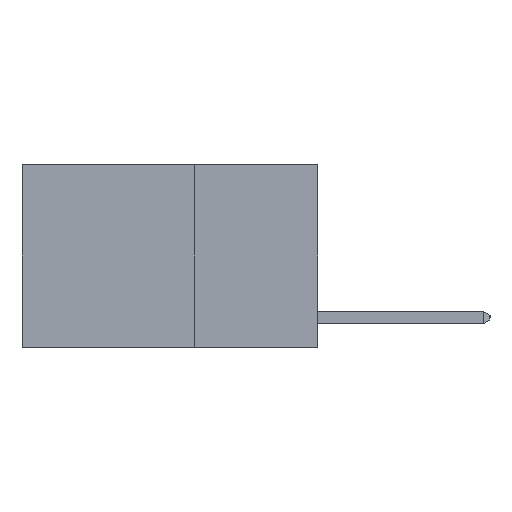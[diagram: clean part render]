
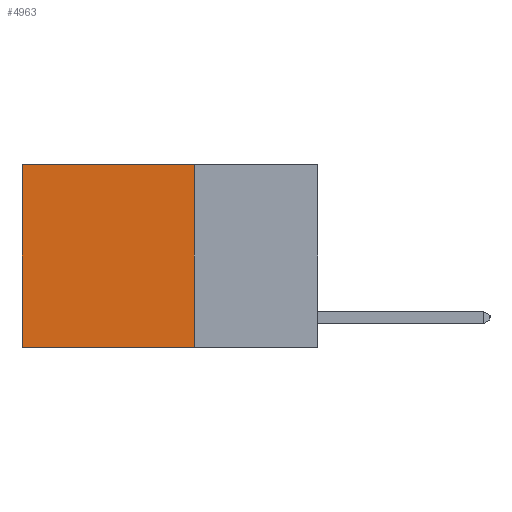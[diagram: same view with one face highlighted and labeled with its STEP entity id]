
A CAD part, left-side view. The second image highlights one B-rep face of the part: STEP entity #4963.
In plain terms, the highlighted planar face has unit normal (-1, 0, 0).
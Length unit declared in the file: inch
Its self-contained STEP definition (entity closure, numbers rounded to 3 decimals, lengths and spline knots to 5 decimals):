
#708 = CARTESIAN_POINT ( 'NONE',  ( 0.2625, 0.25, 0. ) ) ;
#1062 = VECTOR ( 'NONE', #8810, 39.37008 ) ;
#1461 = LINE ( 'NONE', #3630, #1062 ) ;
#1644 = CARTESIAN_POINT ( 'NONE',  ( 0.2625, 0.6, 0. ) ) ;
#3029 = CARTESIAN_POINT ( 'NONE',  ( 0.2625, 0.6, -0.37 ) ) ;
#3167 = DIRECTION ( 'NONE',  ( 0., 1., 0. ) ) ;
#3630 = CARTESIAN_POINT ( 'NONE',  ( 0.2625, 0.25, 0. ) ) ;
#4504 = CARTESIAN_POINT ( 'NONE',  ( 0.2625, 0.25, 0. ) ) ;
#4963 = ADVANCED_FACE ( 'NONE', ( #6180 ), #5744, .F. ) ;
#5511 = DIRECTION ( 'NONE',  ( 0., 0., -1. ) ) ;
#5534 = ORIENTED_EDGE ( 'NONE', *, *, #7814, .T. ) ;
#5538 = VECTOR ( 'NONE', #11046, 39.37008 ) ;
#5742 = CARTESIAN_POINT ( 'NONE',  ( 0.2625, 0.25, -0.37 ) ) ;
#5744 = PLANE ( 'NONE',  #15322 ) ;
#5968 = LINE ( 'NONE', #14733, #5538 ) ;
#6180 = FACE_OUTER_BOUND ( 'NONE', #15550, .T. ) ;
#6719 = CARTESIAN_POINT ( 'NONE',  ( 0.2625, 0.6, 0. ) ) ;
#7725 = VERTEX_POINT ( 'NONE', #708 ) ;
#7814 = EDGE_CURVE ( 'NONE', #7725, #15579, #1461, .T. ) ;
#8020 = DIRECTION ( 'NONE',  ( 0., 0., -1. ) ) ;
#8810 = DIRECTION ( 'NONE',  ( 0., 1., 0. ) ) ;
#9176 = VECTOR ( 'NONE', #8020, 39.37008 ) ;
#9566 = LINE ( 'NONE', #6719, #9176 ) ;
#10340 = LINE ( 'NONE', #5742, #13666 ) ;
#11046 = DIRECTION ( 'NONE',  ( 0., 0., -1. ) ) ;
#11167 = EDGE_CURVE ( 'NONE', #11279, #11736, #10340, .T. ) ;
#11279 = VERTEX_POINT ( 'NONE', #12294 ) ;
#11736 = VERTEX_POINT ( 'NONE', #3029 ) ;
#12294 = CARTESIAN_POINT ( 'NONE',  ( 0.2625, 0.25, -0.37 ) ) ;
#13376 = DIRECTION ( 'NONE',  ( 1., 0., 0. ) ) ;
#13666 = VECTOR ( 'NONE', #3167, 39.37008 ) ;
#13883 = ORIENTED_EDGE ( 'NONE', *, *, #14326, .T. ) ;
#14053 = ORIENTED_EDGE ( 'NONE', *, *, #14562, .F. ) ;
#14326 = EDGE_CURVE ( 'NONE', #15579, #11736, #9566, .T. ) ;
#14562 = EDGE_CURVE ( 'NONE', #7725, #11279, #5968, .T. ) ;
#14733 = CARTESIAN_POINT ( 'NONE',  ( 0.2625, 0.25, 0. ) ) ;
#15322 = AXIS2_PLACEMENT_3D ( 'NONE', #4504, #13376, #5511 ) ;
#15550 = EDGE_LOOP ( 'NONE', ( #13883, #15648, #14053, #5534 ) ) ;
#15579 = VERTEX_POINT ( 'NONE', #1644 ) ;
#15648 = ORIENTED_EDGE ( 'NONE', *, *, #11167, .F. ) ;
